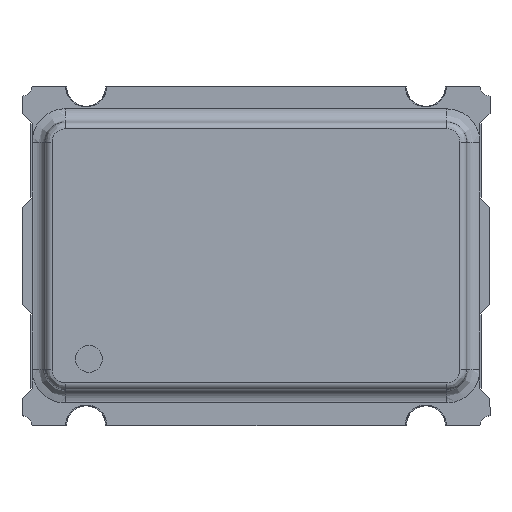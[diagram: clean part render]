
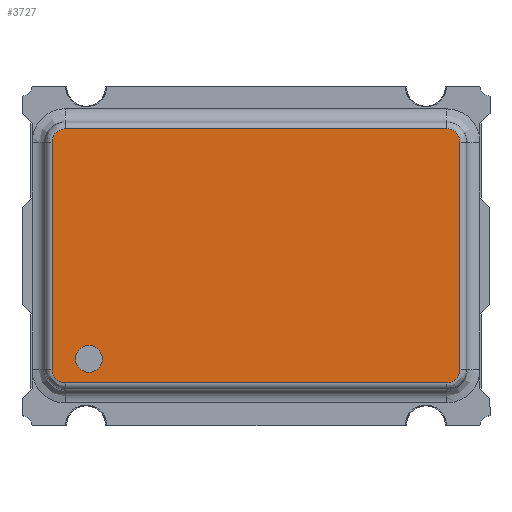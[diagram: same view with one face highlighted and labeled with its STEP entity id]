
A CAD part, top view. The second image highlights one B-rep face of the part: STEP entity #3727.
In plain terms, the highlighted planar face has unit normal (0, 0, 1).
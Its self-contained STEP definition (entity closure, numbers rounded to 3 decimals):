
#11 = CIRCLE ( 'NONE', #1339, 0.2 ) ;
#184 = CARTESIAN_POINT ( 'NONE',  ( 2.906, 1.9, 1.8 ) ) ;
#225 = EDGE_CURVE ( 'NONE', #2939, #1750, #11, .T. ) ;
#254 =( BOUNDED_CURVE ( )  B_SPLINE_CURVE ( 3, ( #2253, #508, #830, #3579 ),
 .UNSPECIFIED., .F., .T. ) 
 B_SPLINE_CURVE_WITH_KNOTS ( ( 4, 4 ),
 ( 0., 1. ),
 .UNSPECIFIED. ) 
 CURVE ( )  GEOMETRIC_REPRESENTATION_ITEM ( )  RATIONAL_B_SPLINE_CURVE ( ( 1., 0.805, 0.805, 1. ) ) 
 REPRESENTATION_ITEM ( '' )  );
#255 = CARTESIAN_POINT ( 'NONE',  ( -2.85, -1.9, 1.8 ) ) ;
#315 = EDGE_CURVE ( 'NONE', #2828, #1528, #254, .T. ) ;
#343 = VERTEX_POINT ( 'NONE', #2183 ) ;
#356 = ORIENTED_EDGE ( 'NONE', *, *, #3961, .T. ) ;
#373 = ORIENTED_EDGE ( 'NONE', *, *, #315, .F. ) ;
#374 = DIRECTION ( 'NONE',  ( 0., 0., -1. ) ) ;
#395 = CARTESIAN_POINT ( 'NONE',  ( -2.5, -1.54, 1.8 ) ) ;
#436 = EDGE_LOOP ( 'NONE', ( #908, #2055, #4473, #1418, #2501, #373, #1034, #744 ) ) ;
#508 = CARTESIAN_POINT ( 'NONE',  ( -3.05, 1.817, 1.8 ) ) ;
#523 = DIRECTION ( 'NONE',  ( 1., 0., 0. ) ) ;
#578 = CARTESIAN_POINT ( 'NONE',  ( 2.85, 1.9, 1.8 ) ) ;
#634 = VERTEX_POINT ( 'NONE', #3350 ) ;
#659 = VERTEX_POINT ( 'NONE', #3262 ) ;
#744 = ORIENTED_EDGE ( 'NONE', *, *, #1406, .F. ) ;
#830 = CARTESIAN_POINT ( 'NONE',  ( -2.967, 1.9, 1.8 ) ) ;
#863 = AXIS2_PLACEMENT_3D ( 'NONE', #3641, #2651, #523 ) ;
#908 = ORIENTED_EDGE ( 'NONE', *, *, #1536, .F. ) ;
#950 = CARTESIAN_POINT ( 'NONE',  ( -3.05, -1.7, 1.8 ) ) ;
#1000 = VECTOR ( 'NONE', #2856, 1000. ) ;
#1034 = ORIENTED_EDGE ( 'NONE', *, *, #3807, .T. ) ;
#1195 = DIRECTION ( 'NONE',  ( 1., 0., 0. ) ) ;
#1198 = CARTESIAN_POINT ( 'NONE',  ( 2.85, -1.9, 1.8 ) ) ;
#1306 = DIRECTION ( 'NONE',  ( 0., -1., 0. ) ) ;
#1314 =( BOUNDED_CURVE ( )  B_SPLINE_CURVE ( 3, ( #255, #3340, #2747, #950 ),
 .UNSPECIFIED., .F., .T. ) 
 B_SPLINE_CURVE_WITH_KNOTS ( ( 4, 4 ),
 ( 0., 1. ),
 .UNSPECIFIED. ) 
 CURVE ( )  GEOMETRIC_REPRESENTATION_ITEM ( )  RATIONAL_B_SPLINE_CURVE ( ( 1., 0.805, 0.805, 1. ) ) 
 REPRESENTATION_ITEM ( '' )  );
#1339 = AXIS2_PLACEMENT_3D ( 'NONE', #395, #374, #3206 ) ;
#1351 = EDGE_CURVE ( 'NONE', #1652, #4446, #4417, .T. ) ;
#1406 = EDGE_CURVE ( 'NONE', #634, #3332, #1314, .T. ) ;
#1418 = ORIENTED_EDGE ( 'NONE', *, *, #3455, .T. ) ;
#1528 = VERTEX_POINT ( 'NONE', #2475 ) ;
#1536 = EDGE_CURVE ( 'NONE', #4446, #634, #3824, .T. ) ;
#1537 = CARTESIAN_POINT ( 'NONE',  ( -2.85, 1.9, 1.8 ) ) ;
#1584 = CARTESIAN_POINT ( 'NONE',  ( 3.05, -1.7, 1.8 ) ) ;
#1648 = LINE ( 'NONE', #3729, #3621 ) ;
#1652 = VERTEX_POINT ( 'NONE', #2570 ) ;
#1677 = AXIS2_PLACEMENT_3D ( 'NONE', #3080, #3790, #1691 ) ;
#1691 = DIRECTION ( 'NONE',  ( 1., 0., 0. ) ) ;
#1750 = VERTEX_POINT ( 'NONE', #4079 ) ;
#1772 = CARTESIAN_POINT ( 'NONE',  ( -3.05, -1.7, 1.8 ) ) ;
#1859 = CARTESIAN_POINT ( 'NONE',  ( 3.05, -1.817, 1.8 ) ) ;
#2055 = ORIENTED_EDGE ( 'NONE', *, *, #1351, .F. ) ;
#2183 = CARTESIAN_POINT ( 'NONE',  ( 3.05, 1.7, 1.8 ) ) ;
#2253 = CARTESIAN_POINT ( 'NONE',  ( -3.05, 1.7, 1.8 ) ) ;
#2271 = PLANE ( 'NONE',  #863 ) ;
#2297 = CARTESIAN_POINT ( 'NONE',  ( 2.967, -1.9, 1.8 ) ) ;
#2475 = CARTESIAN_POINT ( 'NONE',  ( -2.85, 1.9, 1.8 ) ) ;
#2501 = ORIENTED_EDGE ( 'NONE', *, *, #3424, .F. ) ;
#2570 = CARTESIAN_POINT ( 'NONE',  ( 3.05, -1.7, 1.8 ) ) ;
#2636 = LINE ( 'NONE', #1537, #2827 ) ;
#2651 = DIRECTION ( 'NONE',  ( 0., 0., 1. ) ) ;
#2747 = CARTESIAN_POINT ( 'NONE',  ( -3.05, -1.817, 1.8 ) ) ;
#2764 = CARTESIAN_POINT ( 'NONE',  ( 3.05, -1.7, 1.8 ) ) ;
#2827 = VECTOR ( 'NONE', #1195, 1000. ) ;
#2828 = VERTEX_POINT ( 'NONE', #3276 ) ;
#2856 = DIRECTION ( 'NONE',  ( -1., 0., 0. ) ) ;
#2939 = VERTEX_POINT ( 'NONE', #3506 ) ;
#2972 = FACE_OUTER_BOUND ( 'NONE', #436, .T. ) ;
#2978 = CARTESIAN_POINT ( 'NONE',  ( 3.05, 1.755, 1.8 ) ) ;
#3080 = CARTESIAN_POINT ( 'NONE',  ( -2.5, -1.54, 1.8 ) ) ;
#3145 = EDGE_LOOP ( 'NONE', ( #3357, #356 ) ) ;
#3201 = B_SPLINE_CURVE_WITH_KNOTS ( 'NONE', 3,
 ( #3628, #2978, #3694, #3644, #184, #578 ),
 .UNSPECIFIED., .F., .F.,
 ( 4, 2, 4 ),
 ( 0., 0.5, 1. ),
 .UNSPECIFIED. ) ;
#3206 = DIRECTION ( 'NONE',  ( 1., 0., 0. ) ) ;
#3262 = CARTESIAN_POINT ( 'NONE',  ( 2.85, 1.9, 1.8 ) ) ;
#3276 = CARTESIAN_POINT ( 'NONE',  ( -3.05, 1.7, 1.8 ) ) ;
#3332 = VERTEX_POINT ( 'NONE', #1772 ) ;
#3336 = VECTOR ( 'NONE', #4139, 1000. ) ;
#3340 = CARTESIAN_POINT ( 'NONE',  ( -2.967, -1.9, 1.8 ) ) ;
#3350 = CARTESIAN_POINT ( 'NONE',  ( -2.85, -1.9, 1.8 ) ) ;
#3357 = ORIENTED_EDGE ( 'NONE', *, *, #225, .T. ) ;
#3413 = LINE ( 'NONE', #2764, #3336 ) ;
#3424 = EDGE_CURVE ( 'NONE', #1528, #659, #2636, .T. ) ;
#3455 = EDGE_CURVE ( 'NONE', #343, #659, #3201, .T. ) ;
#3506 = CARTESIAN_POINT ( 'NONE',  ( -2.3, -1.54, 1.8 ) ) ;
#3511 = CARTESIAN_POINT ( 'NONE',  ( 2.85, -1.9, 1.8 ) ) ;
#3556 = CIRCLE ( 'NONE', #1677, 0.2 ) ;
#3579 = CARTESIAN_POINT ( 'NONE',  ( -2.85, 1.9, 1.8 ) ) ;
#3621 = VECTOR ( 'NONE', #1306, 1000. ) ;
#3628 = CARTESIAN_POINT ( 'NONE',  ( 3.05, 1.7, 1.8 ) ) ;
#3641 = CARTESIAN_POINT ( 'NONE',  ( -2.85, -1.7, 1.8 ) ) ;
#3644 = CARTESIAN_POINT ( 'NONE',  ( 2.953, 1.88, 1.8 ) ) ;
#3694 = CARTESIAN_POINT ( 'NONE',  ( 3.03, 1.802, 1.8 ) ) ;
#3727 = ADVANCED_FACE ( 'NONE', ( #2972, #3990 ), #2271, .T. ) ;
#3729 = CARTESIAN_POINT ( 'NONE',  ( -3.05, -1.7, 1.8 ) ) ;
#3783 = EDGE_CURVE ( 'NONE', #1652, #343, #3413, .T. ) ;
#3790 = DIRECTION ( 'NONE',  ( 0., 0., -1. ) ) ;
#3807 = EDGE_CURVE ( 'NONE', #2828, #3332, #1648, .T. ) ;
#3824 = LINE ( 'NONE', #3872, #1000 ) ;
#3872 = CARTESIAN_POINT ( 'NONE',  ( -2.85, -1.9, 1.8 ) ) ;
#3961 = EDGE_CURVE ( 'NONE', #1750, #2939, #3556, .T. ) ;
#3990 = FACE_BOUND ( 'NONE', #3145, .T. ) ;
#4079 = CARTESIAN_POINT ( 'NONE',  ( -2.7, -1.54, 1.8 ) ) ;
#4139 = DIRECTION ( 'NONE',  ( 0., 1., 0. ) ) ;
#4417 =( BOUNDED_CURVE ( )  B_SPLINE_CURVE ( 3, ( #1584, #1859, #2297, #1198 ),
 .UNSPECIFIED., .F., .T. ) 
 B_SPLINE_CURVE_WITH_KNOTS ( ( 4, 4 ),
 ( 0., 1. ),
 .UNSPECIFIED. ) 
 CURVE ( )  GEOMETRIC_REPRESENTATION_ITEM ( )  RATIONAL_B_SPLINE_CURVE ( ( 1., 0.805, 0.805, 1. ) ) 
 REPRESENTATION_ITEM ( '' )  );
#4446 = VERTEX_POINT ( 'NONE', #3511 ) ;
#4473 = ORIENTED_EDGE ( 'NONE', *, *, #3783, .T. ) ;
